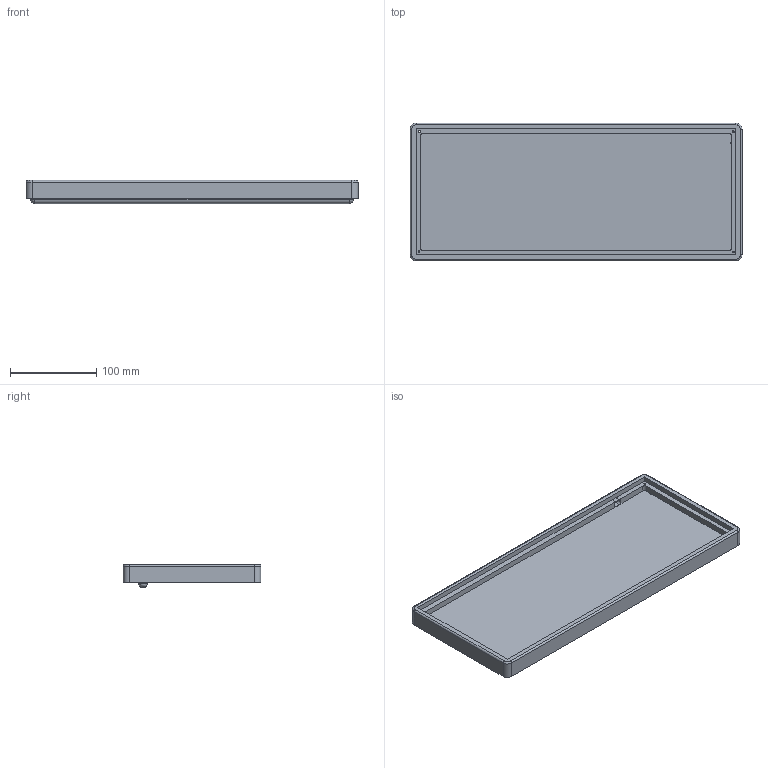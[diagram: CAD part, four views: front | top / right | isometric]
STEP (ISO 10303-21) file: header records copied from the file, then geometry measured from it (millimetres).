
FILE_DESCRIPTION(/* description */ (''),/* implementation_level */ '2;1');
FILE_NAME(/* name */ 'Body.step',/* time_stamp */ '2026-02-19T00:35:38+05:30',/* author */ (''),/* organization */ (''),/* preprocessor_version */ 'ST-DEVELOPER v20.1',/* originating_system */ 'Autodesk Translation Framework v14.24.0.0',/* authorisation */ '');
FILE_SCHEMA (('AUTOMOTIVE_DESIGN { 1 0 10303 214 3 1 1 }'));
Length unit declared in the file: millimetre
Products named in the file (1): 2026-02-19-00-35-37-407
Bounding box: 384.62 x 159.52 x 26.95 mm (x, y, z)
Volume: 633637.2 mm3; surface area: 163694 mm2
Topology: 1 solids, 1 shells, 370 faces, 1021 edges, 671 vertices
Faces by surface type: bspline 184, plane 143, cylinder 35, cone 4, torus 4
Full cylindrical faces by diameter (mm): 2 x4, 5 x4
Entity records: 13506 total; most frequent: CARTESIAN_POINT 5237, ORIENTED_EDGE 2034, DIRECTION 1110, EDGE_CURVE 1017, VERTEX_POINT 671, LINE 560, VECTOR 560, EDGE_LOOP 402
